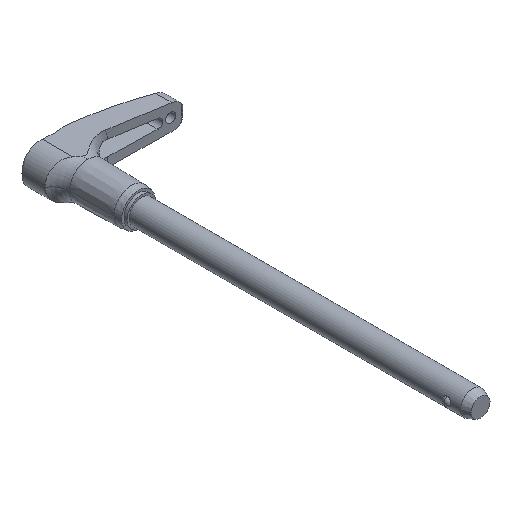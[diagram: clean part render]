
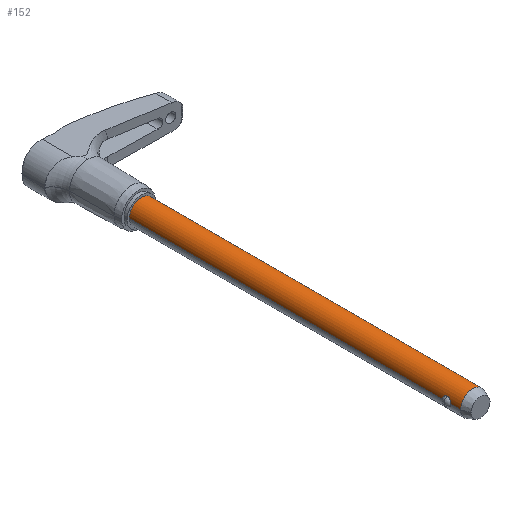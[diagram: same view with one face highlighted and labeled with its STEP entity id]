
A CAD part, isometric view. The second image highlights one B-rep face of the part: STEP entity #152.
In plain terms, the highlighted cylindrical face has radius 3.969 mm (diameter 7.938 mm), a partial arc.
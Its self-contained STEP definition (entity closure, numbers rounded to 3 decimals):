
#152=ADVANCED_FACE('',(#326),#327,.T.);
#326=FACE_OUTER_BOUND('',#518,.T.);
#327=CYLINDRICAL_SURFACE('',#519,3.969);
#518=EDGE_LOOP('',(#916,#917,#918,#919,#920,#921,#922,#923,#924,#925));
#519=AXIS2_PLACEMENT_3D('',#926,#927,#928);
#916=ORIENTED_EDGE('',*,*,#1208,.T.);
#917=ORIENTED_EDGE('',*,*,#1279,.T.);
#918=ORIENTED_EDGE('',*,*,#1310,.T.);
#919=ORIENTED_EDGE('',*,*,#1215,.T.);
#920=ORIENTED_EDGE('',*,*,#1223,.F.);
#921=ORIENTED_EDGE('',*,*,#1213,.T.);
#922=ORIENTED_EDGE('',*,*,#1311,.T.);
#923=ORIENTED_EDGE('',*,*,#1276,.T.);
#924=ORIENTED_EDGE('',*,*,#1210,.T.);
#925=ORIENTED_EDGE('',*,*,#1312,.T.);
#926=CARTESIAN_POINT('',(0.0,-54.991,0.0));
#927=DIRECTION('',(-0.0,1.0,0.0));
#928=DIRECTION('',(1.0,0.0,0.0));
#1208=EDGE_CURVE('',#1462,#1463,#1464,.T.);
#1210=EDGE_CURVE('',#1467,#1465,#1468,.T.);
#1213=EDGE_CURVE('',#1473,#1471,#1474,.T.);
#1215=EDGE_CURVE('',#1477,#1475,#1478,.T.);
#1223=EDGE_CURVE('',#1473,#1475,#1489,.T.);
#1276=EDGE_CURVE('',#1568,#1467,#1570,.T.);
#1279=EDGE_CURVE('',#1463,#1572,#1574,.T.);
#1310=EDGE_CURVE('',#1572,#1477,#1616,.T.);
#1311=EDGE_CURVE('',#1471,#1568,#1617,.T.);
#1312=EDGE_CURVE('',#1465,#1462,#1618,.T.);
#1462=VERTEX_POINT('',#2029);
#1463=VERTEX_POINT('',#2030);
#1464=LINE('',#2031,#2032);
#1465=VERTEX_POINT('',#2033);
#1467=VERTEX_POINT('',#2035);
#1468=LINE('',#2036,#2037);
#1471=VERTEX_POINT('',#2053);
#1473=VERTEX_POINT('',#2068);
#1474=LINE('',#2069,#2070);
#1475=VERTEX_POINT('',#2071);
#1477=VERTEX_POINT('',#2073);
#1478=LINE('',#2074,#2075);
#1489=CIRCLE('',#2114,3.969);
#1568=VERTEX_POINT('',#2567);
#1570=B_SPLINE_CURVE_WITH_KNOTS('',3,(#2569,#2570,#2571,#2572,#2573,#2574,#2575,#2576,#2577,#2578,#2579,#2580,#2581,#2582),.UNSPECIFIED.,.F.,.F.,(4,2,2,2,2,2,4),(0.0,0.455,0.91,1.128,1.345,1.715,2.084),.UNSPECIFIED.);
#1572=VERTEX_POINT('',#2584);
#1574=B_SPLINE_CURVE_WITH_KNOTS('',3,(#2586,#2587,#2588,#2589,#2590,#2591,#2592,#2593,#2594,#2595,#2596,#2597,#2598,#2599),.UNSPECIFIED.,.F.,.F.,(4,2,2,2,2,2,4),(2.084,2.453,2.822,3.04,3.257,3.712,4.167),.UNSPECIFIED.);
#1616=B_SPLINE_CURVE_WITH_KNOTS('',3,(#2762,#2763,#2764,#2765,#2766,#2767,#2768,#2769,#2770,#2771,#2772,#2773,#2774,#2775),.UNSPECIFIED.,.F.,.F.,(4,2,2,2,2,2,4),(4.167,4.622,5.077,5.295,5.513,5.882,6.251),.UNSPECIFIED.);
#1617=B_SPLINE_CURVE_WITH_KNOTS('',3,(#2776,#2777,#2778,#2779,#2780,#2781,#2782,#2783,#2784,#2785,#2786,#2787,#2788,#2789),.UNSPECIFIED.,.F.,.F.,(4,2,2,2,2,2,4),(6.251,6.62,6.989,7.207,7.425,7.88,8.335),.UNSPECIFIED.);
#1618=CIRCLE('',#2790,3.969);
#2029=CARTESIAN_POINT('',(3.969,-107.467,0.0));
#2030=CARTESIAN_POINT('',(3.969,-104.247,0.));
#2031=CARTESIAN_POINT('',(3.969,-54.991,0.));
#2032=VECTOR('',#3051,1.0);
#2033=CARTESIAN_POINT('',(-3.969,-107.467,0.));
#2035=CARTESIAN_POINT('',(-3.969,-104.247,0.));
#2036=CARTESIAN_POINT('',(-3.969,-54.991,0.));
#2037=VECTOR('',#3055,1.0);
#2053=CARTESIAN_POINT('',(-3.969,-101.6,0.));
#2068=CARTESIAN_POINT('',(-3.969,0.0,0.));
#2069=CARTESIAN_POINT('',(-3.969,-54.991,0.));
#2070=VECTOR('',#3056,1.0);
#2071=CARTESIAN_POINT('',(3.969,0.0,0.0));
#2073=CARTESIAN_POINT('',(3.969,-101.6,0.));
#2074=CARTESIAN_POINT('',(3.969,-54.991,0.));
#2075=VECTOR('',#3060,1.0);
#2114=AXIS2_PLACEMENT_3D('',#3066,#3067,#3068);
#2567=CARTESIAN_POINT('',(-3.7,-102.923,1.435));
#2569=CARTESIAN_POINT('',(-3.7,-102.923,1.435));
#2570=CARTESIAN_POINT('',(-3.7,-103.075,1.435));
#2571=CARTESIAN_POINT('',(-3.712,-103.236,1.406));
#2572=CARTESIAN_POINT('',(-3.754,-103.534,1.289));
#2573=CARTESIAN_POINT('',(-3.784,-103.671,1.201));
#2574=CARTESIAN_POINT('',(-3.827,-103.834,1.053));
#2575=CARTESIAN_POINT('',(-3.842,-103.887,0.996));
#2576=CARTESIAN_POINT('',(-3.872,-103.983,0.873));
#2577=CARTESIAN_POINT('',(-3.886,-104.026,0.807));
#2578=CARTESIAN_POINT('',(-3.919,-104.118,0.638));
#2579=CARTESIAN_POINT('',(-3.937,-104.168,0.514));
#2580=CARTESIAN_POINT('',(-3.963,-104.232,0.257));
#2581=CARTESIAN_POINT('',(-3.969,-104.247,0.123));
#2582=CARTESIAN_POINT('',(-3.969,-104.247,0.));
#2584=CARTESIAN_POINT('',(3.7,-102.923,1.435));
#2586=CARTESIAN_POINT('',(3.969,-104.247,0.0));
#2587=CARTESIAN_POINT('',(3.969,-104.247,0.123));
#2588=CARTESIAN_POINT('',(3.963,-104.232,0.257));
#2589=CARTESIAN_POINT('',(3.937,-104.168,0.514));
#2590=CARTESIAN_POINT('',(3.919,-104.118,0.638));
#2591=CARTESIAN_POINT('',(3.886,-104.026,0.807));
#2592=CARTESIAN_POINT('',(3.872,-103.983,0.873));
#2593=CARTESIAN_POINT('',(3.842,-103.887,0.996));
#2594=CARTESIAN_POINT('',(3.827,-103.834,1.053));
#2595=CARTESIAN_POINT('',(3.784,-103.671,1.201));
#2596=CARTESIAN_POINT('',(3.754,-103.534,1.289));
#2597=CARTESIAN_POINT('',(3.712,-103.236,1.406));
#2598=CARTESIAN_POINT('',(3.7,-103.075,1.435));
#2599=CARTESIAN_POINT('',(3.7,-102.923,1.435));
#2762=CARTESIAN_POINT('',(3.7,-102.923,1.435));
#2763=CARTESIAN_POINT('',(3.7,-102.772,1.435));
#2764=CARTESIAN_POINT('',(3.712,-102.61,1.406));
#2765=CARTESIAN_POINT('',(3.754,-102.312,1.289));
#2766=CARTESIAN_POINT('',(3.784,-102.176,1.201));
#2767=CARTESIAN_POINT('',(3.827,-102.013,1.053));
#2768=CARTESIAN_POINT('',(3.842,-101.96,0.996));
#2769=CARTESIAN_POINT('',(3.872,-101.864,0.873));
#2770=CARTESIAN_POINT('',(3.886,-101.821,0.807));
#2771=CARTESIAN_POINT('',(3.919,-101.728,0.638));
#2772=CARTESIAN_POINT('',(3.937,-101.679,0.514));
#2773=CARTESIAN_POINT('',(3.963,-101.615,0.257));
#2774=CARTESIAN_POINT('',(3.969,-101.6,0.123));
#2775=CARTESIAN_POINT('',(3.969,-101.6,0.));
#2776=CARTESIAN_POINT('',(-3.969,-101.6,0.));
#2777=CARTESIAN_POINT('',(-3.969,-101.6,0.123));
#2778=CARTESIAN_POINT('',(-3.963,-101.615,0.257));
#2779=CARTESIAN_POINT('',(-3.937,-101.679,0.514));
#2780=CARTESIAN_POINT('',(-3.919,-101.728,0.638));
#2781=CARTESIAN_POINT('',(-3.886,-101.821,0.807));
#2782=CARTESIAN_POINT('',(-3.872,-101.864,0.873));
#2783=CARTESIAN_POINT('',(-3.842,-101.96,0.996));
#2784=CARTESIAN_POINT('',(-3.827,-102.013,1.053));
#2785=CARTESIAN_POINT('',(-3.784,-102.176,1.201));
#2786=CARTESIAN_POINT('',(-3.754,-102.312,1.289));
#2787=CARTESIAN_POINT('',(-3.712,-102.61,1.406));
#2788=CARTESIAN_POINT('',(-3.7,-102.772,1.435));
#2789=CARTESIAN_POINT('',(-3.7,-102.923,1.435));
#2790=AXIS2_PLACEMENT_3D('',#3157,#3158,#3159);
#3051=DIRECTION('',(0.0,1.0,0.0));
#3055=DIRECTION('',(-0.0,-1.0,-0.0));
#3056=DIRECTION('',(-0.0,-1.0,-0.0));
#3060=DIRECTION('',(0.0,1.0,0.0));
#3066=CARTESIAN_POINT('',(0.0,0.0,0.0));
#3067=DIRECTION('',(-0.0,1.0,0.0));
#3068=DIRECTION('',(1.0,0.0,0.0));
#3157=CARTESIAN_POINT('',(0.0,-107.467,0.0));
#3158=DIRECTION('',(0.,1.0,0.0));
#3159=DIRECTION('',(1.0,0.,0.0));
